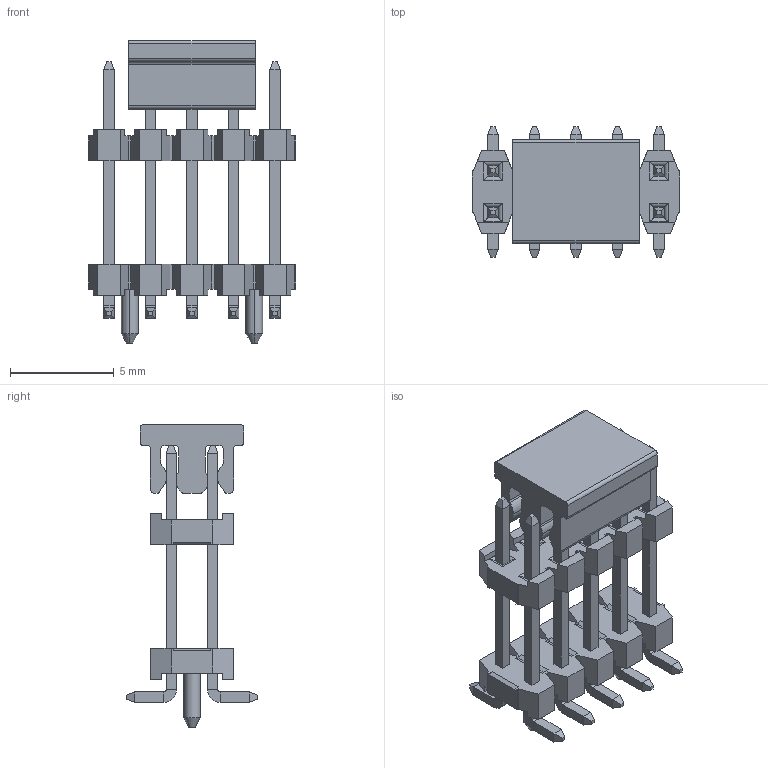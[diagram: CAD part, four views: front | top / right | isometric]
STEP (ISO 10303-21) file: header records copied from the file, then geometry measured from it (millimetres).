
FILE_DESCRIPTION (( 'STEP AP203' ), '1' );
FILE_NAME ('7352-10-20-04-9_09-xx-10-xx.STEP', '2017-03-06T01:25:39', ( 'uk' ), ( 'ps' ), 'SwSTEP 2.0', 'SolidWorks 2008', '' );
FILE_SCHEMA (( 'CONFIG_CONTROL_DESIGN' ));
Length unit declared in the file: millimetre
Products named in the file (5): I-7352-C-2-P-2_; 616-1-103-04-9.09-10-1-1-10-NYU; I-7352-2X40-2X05-1-S-2_; I-7352-2X40-2X05-0-S-2_; 0.5X14.12-XXG-10-90_
Assembly tree (13 placements, depth 2):
  616-1-103-04-9.09-10-1-1-10-NYU
    I-7352-2X40-2X05-1-S-2_
    I-7352-2X40-2X05-0-S-2_
    0.5X14.12-XXG-10-90_  x10
    I-7352-C-2-P-2_
Bounding box: 10 x 6.3 x 14.57 mm (x, y, z)
Volume: 184 mm3; surface area: 753 mm2
Topology: 13 solids, 13 shells, 612 faces, 1484 edges, 908 vertices
Faces by surface type: plane 478, cylinder 130, cone 4
Entity records: 13311 total; most frequent: CARTESIAN_POINT 2450, ORIENTED_EDGE 2176, DIRECTION 1936, EDGE_CURVE 1088, LINE 940, VECTOR 940, VERTEX_POINT 692, AXIS2_PLACEMENT_3D 498
